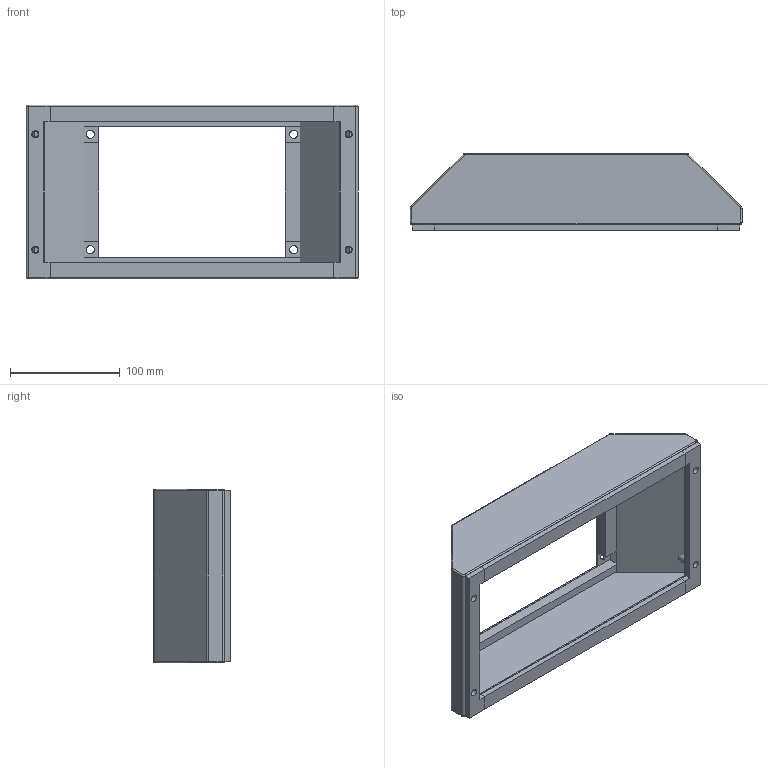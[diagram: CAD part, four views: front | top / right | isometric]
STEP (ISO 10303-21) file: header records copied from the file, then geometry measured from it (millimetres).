
FILE_DESCRIPTION (( 'STEP AP214' ), '1' );
FILE_NAME ('1012305.STEP', '2020-02-21T17:59:21', ( '' ), ( '' ), 'SwSTEP 2.0', 'SolidWorks 2019', '' );
FILE_SCHEMA (( 'AUTOMOTIVE_DESIGN' ));
Length unit declared in the file: inch
Products named in the file (1): 1012305
Bounding box: 302 x 70 x 158 mm (x, y, z)
Volume: 715502.3 mm3; surface area: 343874 mm2
Topology: 17 solids, 17 shells, 328 faces, 768 edges, 480 vertices
Faces by surface type: plane 264, cylinder 44, torus 12, cone 8
Full cylindrical faces by diameter (mm): 5 x4, 6.5 x4, 7.2 x4, 8.9 x4, 10.2 x4
Entity records: 13480 total; most frequent: DIRECTION 1554, CARTESIAN_POINT 1517, ORIENTED_EDGE 1448, EDGE_CURVE 724, LINE 552, VECTOR 552, AXIS2_PLACEMENT_3D 501, VERTEX_POINT 464
